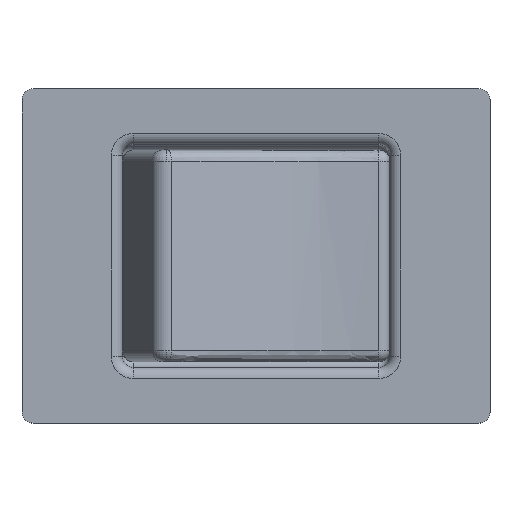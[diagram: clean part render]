
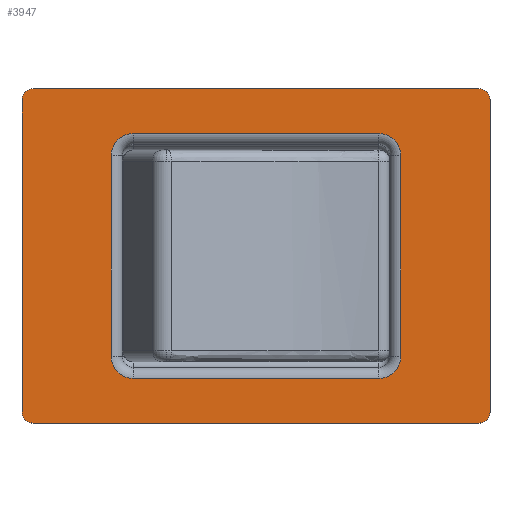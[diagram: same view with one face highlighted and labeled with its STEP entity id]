
A CAD part, top view. The second image highlights one B-rep face of the part: STEP entity #3947.
In plain terms, the highlighted planar face has unit normal (0, 0, 1).
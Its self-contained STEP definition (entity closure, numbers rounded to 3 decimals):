
#25 = CARTESIAN_POINT ( 'NONE',  ( -10.5, 7., 16.5 ) ) ;
#40 = CARTESIAN_POINT ( 'NONE',  ( -10.5, 7., 16.5 ) ) ;
#87 = ORIENTED_EDGE ( 'NONE', *, *, #6682, .T. ) ;
#113 = CARTESIAN_POINT ( 'NONE',  ( 10., 7., 16.5 ) ) ;
#115 = DIRECTION ( 'NONE',  ( 0., 0., 1. ) ) ;
#135 = ORIENTED_EDGE ( 'NONE', *, *, #1012, .T. ) ;
#218 = DIRECTION ( 'NONE',  ( 1., 0., 0. ) ) ;
#339 = LINE ( 'NONE', #6624, #7604 ) ;
#361 = ORIENTED_EDGE ( 'NONE', *, *, #4736, .T. ) ;
#520 = EDGE_CURVE ( 'NONE', #9150, #1323, #7052, .T. ) ;
#663 = AXIS2_PLACEMENT_3D ( 'NONE', #10226, #4145, #7767 ) ;
#926 = CARTESIAN_POINT ( 'NONE',  ( -10., 7., 16.5 ) ) ;
#953 = EDGE_CURVE ( 'NONE', #4233, #9414, #10268, .T. ) ;
#976 = LINE ( 'NONE', #6281, #10601 ) ;
#1006 = VECTOR ( 'NONE', #7307, 1000. ) ;
#1012 = EDGE_CURVE ( 'NONE', #1938, #9150, #339, .T. ) ;
#1046 = CARTESIAN_POINT ( 'NONE',  ( 10., -7., 16.5 ) ) ;
#1211 = CARTESIAN_POINT ( 'NONE',  ( -6.5, -4.5, 16.5 ) ) ;
#1311 = VERTEX_POINT ( 'NONE', #4442 ) ;
#1323 = VERTEX_POINT ( 'NONE', #1790 ) ;
#1513 = ORIENTED_EDGE ( 'NONE', *, *, #953, .T. ) ;
#1769 = CARTESIAN_POINT ( 'NONE',  ( -5.5, -5.5, 16.5 ) ) ;
#1774 = VECTOR ( 'NONE', #4861, 1000. ) ;
#1790 = CARTESIAN_POINT ( 'NONE',  ( 10.5, -7., 16.5 ) ) ;
#1851 = AXIS2_PLACEMENT_3D ( 'NONE', #113, #10654, #2501 ) ;
#1886 = EDGE_CURVE ( 'NONE', #7423, #9155, #4220, .T. ) ;
#1927 = CIRCLE ( 'NONE', #8541, 0.5 ) ;
#1938 = VERTEX_POINT ( 'NONE', #4207 ) ;
#2026 = DIRECTION ( 'NONE',  ( 0., 0., 1. ) ) ;
#2039 = EDGE_CURVE ( 'NONE', #9414, #4382, #10870, .T. ) ;
#2277 = LINE ( 'NONE', #5894, #4200 ) ;
#2408 = ORIENTED_EDGE ( 'NONE', *, *, #7358, .F. ) ;
#2501 = DIRECTION ( 'NONE',  ( -1., 0., 0. ) ) ;
#2518 = CARTESIAN_POINT ( 'NONE',  ( -6.5, 4.5, 16.5 ) ) ;
#2605 = DIRECTION ( 'NONE',  ( 0., 0., 1. ) ) ;
#2634 = DIRECTION ( 'NONE',  ( 0., 0., 1. ) ) ;
#2806 = PLANE ( 'NONE',  #8957 ) ;
#2858 = CARTESIAN_POINT ( 'NONE',  ( 10., -5.5, 16.5 ) ) ;
#2885 = ORIENTED_EDGE ( 'NONE', *, *, #3971, .F. ) ;
#2894 = CARTESIAN_POINT ( 'NONE',  ( 5.5, -5.5, 16.5 ) ) ;
#2924 = VECTOR ( 'NONE', #5454, 1000. ) ;
#3031 = DIRECTION ( 'NONE',  ( 1., 0., 0. ) ) ;
#3131 = ORIENTED_EDGE ( 'NONE', *, *, #6700, .T. ) ;
#3252 = CARTESIAN_POINT ( 'NONE',  ( -10.5, -7., 16.5 ) ) ;
#3370 = EDGE_CURVE ( 'NONE', #3921, #8202, #3903, .T. ) ;
#3448 = DIRECTION ( 'NONE',  ( 1., 0., 0. ) ) ;
#3749 = ORIENTED_EDGE ( 'NONE', *, *, #3370, .F. ) ;
#3759 = LINE ( 'NONE', #7363, #6848 ) ;
#3903 = CIRCLE ( 'NONE', #7301, 1. ) ;
#3921 = VERTEX_POINT ( 'NONE', #1211 ) ;
#3947 = ADVANCED_FACE ( 'NONE', ( #9322, #9208 ), #2806, .T. ) ;
#3959 = EDGE_CURVE ( 'NONE', #7423, #9100, #9387, .T. ) ;
#3971 = EDGE_CURVE ( 'NONE', #10739, #7200, #9333, .T. ) ;
#4047 = CIRCLE ( 'NONE', #11256, 1. ) ;
#4145 = DIRECTION ( 'NONE',  ( 0., 0., 1. ) ) ;
#4200 = VECTOR ( 'NONE', #9539, 1000. ) ;
#4207 = CARTESIAN_POINT ( 'NONE',  ( -10., -7.5, 16.5 ) ) ;
#4220 = CIRCLE ( 'NONE', #663, 1. ) ;
#4233 = VERTEX_POINT ( 'NONE', #4621 ) ;
#4284 = CARTESIAN_POINT ( 'NONE',  ( 10., -7.5, 16.5 ) ) ;
#4295 = VERTEX_POINT ( 'NONE', #6508 ) ;
#4382 = VERTEX_POINT ( 'NONE', #3252 ) ;
#4415 = CARTESIAN_POINT ( 'NONE',  ( 10.5, 7., 16.5 ) ) ;
#4442 = CARTESIAN_POINT ( 'NONE',  ( 10.5, 7., 16.5 ) ) ;
#4621 = CARTESIAN_POINT ( 'NONE',  ( -10., 7.5, 16.5 ) ) ;
#4635 = CARTESIAN_POINT ( 'NONE',  ( 6., 5.5, 16.5 ) ) ;
#4693 = CARTESIAN_POINT ( 'NONE',  ( 5.5, -4.5, 16.5 ) ) ;
#4695 = LINE ( 'NONE', #2858, #1006 ) ;
#4736 = EDGE_CURVE ( 'NONE', #1323, #1311, #10678, .T. ) ;
#4861 = DIRECTION ( 'NONE',  ( 1., 0., 0. ) ) ;
#4865 = CARTESIAN_POINT ( 'NONE',  ( -5.5, 5.5, 16.5 ) ) ;
#4907 = ORIENTED_EDGE ( 'NONE', *, *, #3959, .T. ) ;
#4960 = DIRECTION ( 'NONE',  ( 1., 0., 0. ) ) ;
#5023 = ORIENTED_EDGE ( 'NONE', *, *, #9454, .T. ) ;
#5454 = DIRECTION ( 'NONE',  ( 0., -1., 0. ) ) ;
#5546 = AXIS2_PLACEMENT_3D ( 'NONE', #4693, #115, #11056 ) ;
#5558 = EDGE_CURVE ( 'NONE', #3921, #9155, #2277, .T. ) ;
#5562 = ORIENTED_EDGE ( 'NONE', *, *, #520, .T. ) ;
#5687 = CARTESIAN_POINT ( 'NONE',  ( 10., -7., 16.5 ) ) ;
#5758 = DIRECTION ( 'NONE',  ( 1., 0., 0. ) ) ;
#5812 = CIRCLE ( 'NONE', #1851, 0.5 ) ;
#5894 = CARTESIAN_POINT ( 'NONE',  ( -6.5, -7., 16.5 ) ) ;
#6048 = ORIENTED_EDGE ( 'NONE', *, *, #2039, .T. ) ;
#6186 = DIRECTION ( 'NONE',  ( 0., 1., 0. ) ) ;
#6281 = CARTESIAN_POINT ( 'NONE',  ( 6.5, -5., 16.5 ) ) ;
#6343 = DIRECTION ( 'NONE',  ( 0., 0., 1. ) ) ;
#6386 = ORIENTED_EDGE ( 'NONE', *, *, #5558, .T. ) ;
#6453 = DIRECTION ( 'NONE',  ( 1., 0., 0. ) ) ;
#6508 = CARTESIAN_POINT ( 'NONE',  ( 6.5, 4.5, 16.5 ) ) ;
#6624 = CARTESIAN_POINT ( 'NONE',  ( -10., -7.5, 16.5 ) ) ;
#6682 = EDGE_CURVE ( 'NONE', #4382, #1938, #1927, .T. ) ;
#6698 = EDGE_CURVE ( 'NONE', #10739, #8202, #4695, .T. ) ;
#6700 = EDGE_CURVE ( 'NONE', #9969, #4233, #3759, .T. ) ;
#6848 = VECTOR ( 'NONE', #7547, 1000. ) ;
#6909 = CARTESIAN_POINT ( 'NONE',  ( 5.5, 4.5, 16.5 ) ) ;
#6930 = EDGE_LOOP ( 'NONE', ( #3749, #6386, #11711, #4907, #2408, #9935, #2885, #7343 ) ) ;
#7052 = CIRCLE ( 'NONE', #8952, 0.5 ) ;
#7200 = VERTEX_POINT ( 'NONE', #9971 ) ;
#7301 = AXIS2_PLACEMENT_3D ( 'NONE', #10759, #2605, #3448 ) ;
#7307 = DIRECTION ( 'NONE',  ( -1., 0., 0. ) ) ;
#7343 = ORIENTED_EDGE ( 'NONE', *, *, #6698, .T. ) ;
#7358 = EDGE_CURVE ( 'NONE', #4295, #9100, #4047, .T. ) ;
#7363 = CARTESIAN_POINT ( 'NONE',  ( -10., 7.5, 16.5 ) ) ;
#7423 = VERTEX_POINT ( 'NONE', #4865 ) ;
#7547 = DIRECTION ( 'NONE',  ( -1., 0., 0. ) ) ;
#7604 = VECTOR ( 'NONE', #3031, 1000. ) ;
#7767 = DIRECTION ( 'NONE',  ( 1., 0., 0. ) ) ;
#8202 = VERTEX_POINT ( 'NONE', #1769 ) ;
#8377 = CARTESIAN_POINT ( 'NONE',  ( -10., -7., 16.5 ) ) ;
#8541 = AXIS2_PLACEMENT_3D ( 'NONE', #8377, #2026, #6453 ) ;
#8952 = AXIS2_PLACEMENT_3D ( 'NONE', #1046, #10390, #4960 ) ;
#8957 = AXIS2_PLACEMENT_3D ( 'NONE', #5687, #9149, #5758 ) ;
#9100 = VERTEX_POINT ( 'NONE', #10426 ) ;
#9149 = DIRECTION ( 'NONE',  ( 0., 0., 1. ) ) ;
#9150 = VERTEX_POINT ( 'NONE', #4284 ) ;
#9155 = VERTEX_POINT ( 'NONE', #2518 ) ;
#9208 = FACE_OUTER_BOUND ( 'NONE', #10402, .T. ) ;
#9322 = FACE_BOUND ( 'NONE', #6930, .T. ) ;
#9333 = CIRCLE ( 'NONE', #5546, 1. ) ;
#9387 = LINE ( 'NONE', #4635, #1774 ) ;
#9414 = VERTEX_POINT ( 'NONE', #40 ) ;
#9454 = EDGE_CURVE ( 'NONE', #1311, #9969, #5812, .T. ) ;
#9539 = DIRECTION ( 'NONE',  ( 0., 1., 0. ) ) ;
#9935 = ORIENTED_EDGE ( 'NONE', *, *, #10260, .T. ) ;
#9969 = VERTEX_POINT ( 'NONE', #10548 ) ;
#9971 = CARTESIAN_POINT ( 'NONE',  ( 6.5, -4.5, 16.5 ) ) ;
#10226 = CARTESIAN_POINT ( 'NONE',  ( -5.5, 4.5, 16.5 ) ) ;
#10260 = EDGE_CURVE ( 'NONE', #4295, #7200, #976, .T. ) ;
#10268 = CIRCLE ( 'NONE', #10465, 0.5 ) ;
#10390 = DIRECTION ( 'NONE',  ( 0., 0., 1. ) ) ;
#10402 = EDGE_LOOP ( 'NONE', ( #5562, #361, #5023, #3131, #1513, #6048, #87, #135 ) ) ;
#10426 = CARTESIAN_POINT ( 'NONE',  ( 5.5, 5.5, 16.5 ) ) ;
#10465 = AXIS2_PLACEMENT_3D ( 'NONE', #926, #6343, #218 ) ;
#10548 = CARTESIAN_POINT ( 'NONE',  ( 10., 7.5, 16.5 ) ) ;
#10601 = VECTOR ( 'NONE', #10887, 1000. ) ;
#10654 = DIRECTION ( 'NONE',  ( 0., 0., 1. ) ) ;
#10678 = LINE ( 'NONE', #4415, #11185 ) ;
#10735 = DIRECTION ( 'NONE',  ( 1., 0., 0. ) ) ;
#10739 = VERTEX_POINT ( 'NONE', #2894 ) ;
#10759 = CARTESIAN_POINT ( 'NONE',  ( -5.5, -4.5, 16.5 ) ) ;
#10870 = LINE ( 'NONE', #25, #2924 ) ;
#10887 = DIRECTION ( 'NONE',  ( 0., -1., 0. ) ) ;
#11056 = DIRECTION ( 'NONE',  ( 1., 0., 0. ) ) ;
#11185 = VECTOR ( 'NONE', #6186, 1000. ) ;
#11256 = AXIS2_PLACEMENT_3D ( 'NONE', #6909, #2634, #10735 ) ;
#11711 = ORIENTED_EDGE ( 'NONE', *, *, #1886, .F. ) ;
